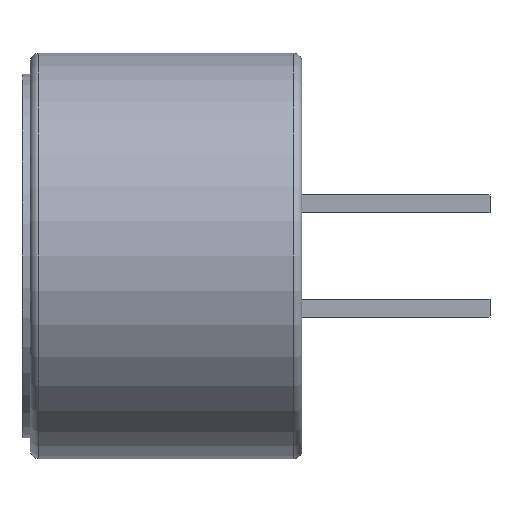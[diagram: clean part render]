
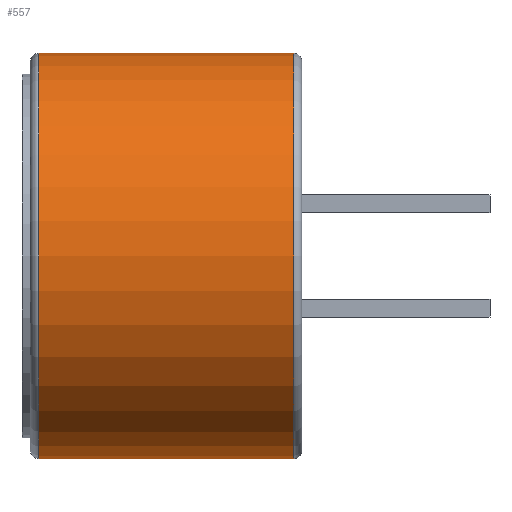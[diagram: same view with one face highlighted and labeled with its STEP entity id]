
A CAD part, left-side view. The second image highlights one B-rep face of the part: STEP entity #557.
In plain terms, the highlighted cylindrical face has radius 4.85 mm (diameter 9.7 mm), a partial arc.
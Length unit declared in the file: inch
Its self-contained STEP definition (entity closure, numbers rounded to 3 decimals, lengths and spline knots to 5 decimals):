
#67 = CYLINDRICAL_SURFACE ( 'NONE', #503, 0.19094 ) ;
#97 = LINE ( 'NONE', #1210, #2906 ) ;
#116 = VERTEX_POINT ( 'NONE', #1050 ) ;
#159 = VECTOR ( 'NONE', #3544, 39.37008 ) ;
#305 = CIRCLE ( 'NONE', #964, 0.19094 ) ;
#341 = CARTESIAN_POINT ( 'NONE',  ( 0., 0.25591, 0. ) ) ;
#360 = CARTESIAN_POINT ( 'NONE',  ( 0., 0.24803, 0.19094 ) ) ;
#383 = CARTESIAN_POINT ( 'NONE',  ( 0., 0.24803, -0.19094 ) ) ;
#503 = AXIS2_PLACEMENT_3D ( 'NONE', #341, #3158, #1533 ) ;
#557 = ADVANCED_FACE ( 'NONE', ( #1179 ), #67, .T. ) ;
#692 = VERTEX_POINT ( 'NONE', #360 ) ;
#728 = EDGE_CURVE ( 'NONE', #692, #1575, #2900, .T. ) ;
#889 = ORIENTED_EDGE ( 'NONE', *, *, #2993, .T. ) ;
#964 = AXIS2_PLACEMENT_3D ( 'NONE', #2913, #3139, #3191 ) ;
#1050 = CARTESIAN_POINT ( 'NONE',  ( 0., 0.00787, -0.19094 ) ) ;
#1179 = FACE_OUTER_BOUND ( 'NONE', #1967, .T. ) ;
#1210 = CARTESIAN_POINT ( 'NONE',  ( 0., 0.25591, -0.19094 ) ) ;
#1241 = CIRCLE ( 'NONE', #2397, 0.19094 ) ;
#1369 = CARTESIAN_POINT ( 'NONE',  ( 0., 0.00787, 0.19094 ) ) ;
#1450 = EDGE_CURVE ( 'NONE', #2580, #116, #97, .T. ) ;
#1533 = DIRECTION ( 'NONE',  ( 0., 0., -1. ) ) ;
#1575 = VERTEX_POINT ( 'NONE', #1369 ) ;
#1585 = CARTESIAN_POINT ( 'NONE',  ( 0., 0.24803, 0. ) ) ;
#1753 = ORIENTED_EDGE ( 'NONE', *, *, #2785, .T. ) ;
#1967 = EDGE_LOOP ( 'NONE', ( #2302, #889, #3150, #1753 ) ) ;
#2302 = ORIENTED_EDGE ( 'NONE', *, *, #728, .F. ) ;
#2314 = DIRECTION ( 'NONE',  ( 0., -1., 0. ) ) ;
#2397 = AXIS2_PLACEMENT_3D ( 'NONE', #1585, #3223, #3543 ) ;
#2454 = CARTESIAN_POINT ( 'NONE',  ( 0., 0.25591, 0.19094 ) ) ;
#2580 = VERTEX_POINT ( 'NONE', #383 ) ;
#2785 = EDGE_CURVE ( 'NONE', #116, #1575, #305, .T. ) ;
#2900 = LINE ( 'NONE', #2454, #159 ) ;
#2906 = VECTOR ( 'NONE', #2314, 39.37008 ) ;
#2913 = CARTESIAN_POINT ( 'NONE',  ( 0., 0.00787, 0. ) ) ;
#2993 = EDGE_CURVE ( 'NONE', #692, #2580, #1241, .T. ) ;
#3139 = DIRECTION ( 'NONE',  ( 0., 1., 0. ) ) ;
#3150 = ORIENTED_EDGE ( 'NONE', *, *, #1450, .T. ) ;
#3158 = DIRECTION ( 'NONE',  ( 0., -1., 0. ) ) ;
#3191 = DIRECTION ( 'NONE',  ( 0., 0., 1. ) ) ;
#3223 = DIRECTION ( 'NONE',  ( 0., -1., 0. ) ) ;
#3543 = DIRECTION ( 'NONE',  ( 0., 0., 1. ) ) ;
#3544 = DIRECTION ( 'NONE',  ( 0., -1., 0. ) ) ;
